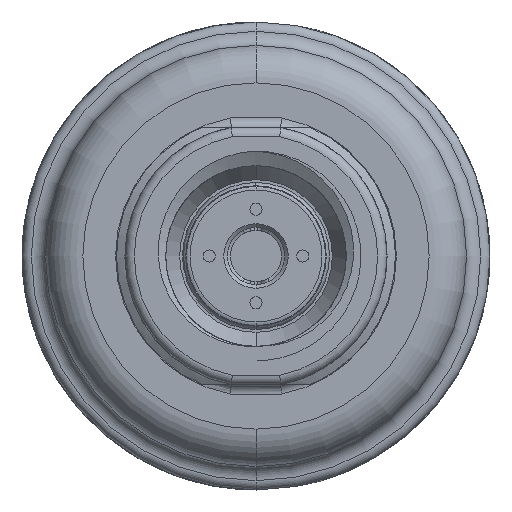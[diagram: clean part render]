
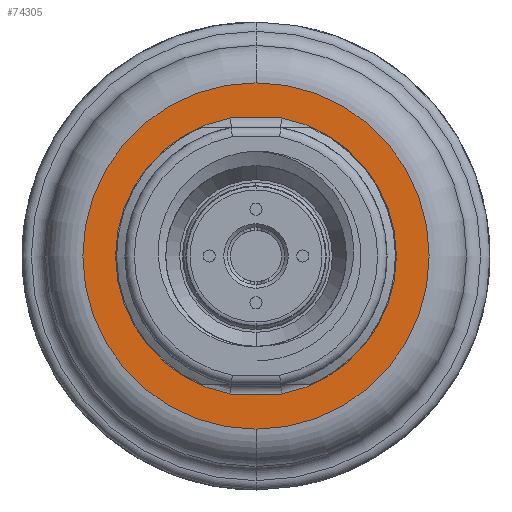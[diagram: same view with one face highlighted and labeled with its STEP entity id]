
A CAD part, front view. The second image highlights one B-rep face of the part: STEP entity #74305.
In plain terms, the highlighted planar face has unit normal (0, -1, 0).
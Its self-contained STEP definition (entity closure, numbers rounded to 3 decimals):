
#50078=CARTESIAN_POINT('',(0.,-3.,0.));
#50079=DIRECTION('',(0.,-1.,0.));
#50080=DIRECTION('',(-0.182,0.,0.983));
#50081=AXIS2_PLACEMENT_3D('',#50078,#50079,#50080);
#50083=DIRECTION('',(1.,0.,0.));
#50084=VECTOR('',#50083,5.454);
#50085=CARTESIAN_POINT('',(-2.727,-3.,-14.75));
#50086=LINE('',#50085,#50084);
#50087=CARTESIAN_POINT('',(0.,-3.,0.));
#50088=DIRECTION('',(0.,-1.,0.));
#50089=DIRECTION('',(0.182,0.,-0.983));
#50090=AXIS2_PLACEMENT_3D('',#50087,#50088,#50089);
#50092=DIRECTION('',(-1.,0.,0.));
#50093=VECTOR('',#50092,5.454);
#50094=CARTESIAN_POINT('',(2.727,-3.,14.75));
#50095=LINE('',#50094,#50093);
#50096=CARTESIAN_POINT('',(0.,-3.,0.));
#50097=DIRECTION('',(0.,-1.,0.));
#50098=DIRECTION('',(0.,0.,-1.));
#50099=AXIS2_PLACEMENT_3D('',#50096,#50097,#50098);
#50101=CARTESIAN_POINT('',(0.,-3.,0.));
#50102=DIRECTION('',(0.,-1.,0.));
#50103=DIRECTION('',(0.,0.,1.));
#50104=AXIS2_PLACEMENT_3D('',#50101,#50102,#50103);
#53278=CARTESIAN_POINT('',(-2.727,-3.,14.75));
#53279=CARTESIAN_POINT('',(-2.727,-3.,-14.75));
#53280=VERTEX_POINT('',#53278);
#53281=VERTEX_POINT('',#53279);
#53286=CARTESIAN_POINT('',(2.727,-3.,-14.75));
#53287=CARTESIAN_POINT('',(2.727,-3.,14.75));
#53288=VERTEX_POINT('',#53286);
#53289=VERTEX_POINT('',#53287);
#53646=CARTESIAN_POINT('',(0.,-3.,-18.5));
#53647=CARTESIAN_POINT('',(0.,-3.,18.5));
#53648=VERTEX_POINT('',#53646);
#53649=VERTEX_POINT('',#53647);
#74286=CARTESIAN_POINT('',(0.,-3.,0.));
#74287=DIRECTION('',(0.,-1.,0.));
#74288=DIRECTION('',(0.,0.,1.));
#74289=AXIS2_PLACEMENT_3D('',#74286,#74287,#74288);
#74290=PLANE('',#74289);
#74292=ORIENTED_EDGE('',*,*,#74291,.F.);
#74294=ORIENTED_EDGE('',*,*,#74293,.F.);
#74295=EDGE_LOOP('',(#74292,#74294));
#74296=FACE_OUTER_BOUND('',#74295,.F.);
#74298=ORIENTED_EDGE('',*,*,#74297,.T.);
#74299=ORIENTED_EDGE('',*,*,#74264,.T.);
#74300=ORIENTED_EDGE('',*,*,#74277,.T.);
#74302=ORIENTED_EDGE('',*,*,#74301,.T.);
#74303=EDGE_LOOP('',(#74298,#74299,#74300,#74302));
#74304=FACE_BOUND('',#74303,.F.);
#74305=ADVANCED_FACE('',(#74296,#74304),#74290,.T.);
#50082=CIRCLE('',#50081,15.);
#50091=CIRCLE('',#50090,15.);
#50100=CIRCLE('',#50099,18.5);
#50105=CIRCLE('',#50104,18.5);
#74264=EDGE_CURVE('',#53281,#53288,#50086,.T.);
#74277=EDGE_CURVE('',#53288,#53289,#50091,.T.);
#74291=EDGE_CURVE('',#53648,#53649,#50100,.T.);
#74293=EDGE_CURVE('',#53649,#53648,#50105,.T.);
#74297=EDGE_CURVE('',#53280,#53281,#50082,.T.);
#74301=EDGE_CURVE('',#53289,#53280,#50095,.T.);
